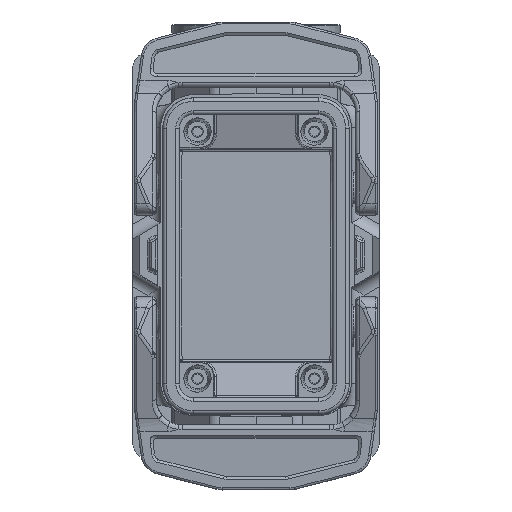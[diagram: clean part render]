
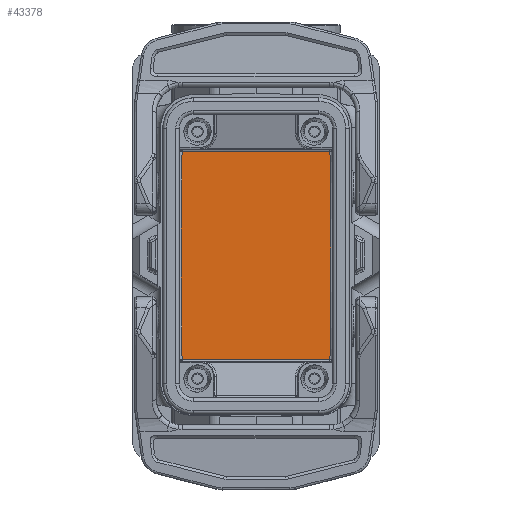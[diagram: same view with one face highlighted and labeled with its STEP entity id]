
A CAD part, top view. The second image highlights one B-rep face of the part: STEP entity #43378.
In plain terms, the highlighted planar face has unit normal (0, 0, 1).
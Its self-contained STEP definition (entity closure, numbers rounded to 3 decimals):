
#6501=AXIS2_PLACEMENT_3D('Plane Axis2P3D',#6498,#6499,#6500) ;
#32365=AXIS2_PLACEMENT_3D('Circle Axis2P3D',#32363,#32364,$) ;
#32939=AXIS2_PLACEMENT_3D('Circle Axis2P3D',#32937,#32938,$) ;
#32946=AXIS2_PLACEMENT_3D('Circle Axis2P3D',#32944,#32945,$) ;
#6498=CARTESIAN_POINT('Axis2P3D Location',(51.287,151.45,5.)) ;
#32353=CARTESIAN_POINT('Vertex',(45.57,30.219,5.)) ;
#32360=CARTESIAN_POINT('Vertex',(45.57,78.281,5.)) ;
#32363=CARTESIAN_POINT('Axis2P3D Location',(-1314.548,54.25,5.)) ;
#32927=CARTESIAN_POINT('Vertex',(11.434,78.281,5.)) ;
#32934=CARTESIAN_POINT('Vertex',(11.434,30.219,5.)) ;
#32937=CARTESIAN_POINT('Axis2P3D Location',(1371.552,54.25,5.)) ;
#32941=CARTESIAN_POINT('Vertex',(11.222,54.25,5.)) ;
#32944=CARTESIAN_POINT('Axis2P3D Location',(1371.552,54.25,5.)) ;
#43361=CARTESIAN_POINT('Line Origine',(28.502,78.281,5.)) ;
#43366=CARTESIAN_POINT('Line Origine',(28.502,30.219,5.)) ;
#6499=DIRECTION('Axis2P3D Direction',(0.,-0.,1.)) ;
#6500=DIRECTION('Axis2P3D XDirection',(0.,1.,0.)) ;
#32364=DIRECTION('Axis2P3D Direction',(0.,0.,-1.)) ;
#32938=DIRECTION('Axis2P3D Direction',(0.,0.,-1.)) ;
#32945=DIRECTION('Axis2P3D Direction',(0.,0.,-1.)) ;
#43362=DIRECTION('Vector Direction',(1.,0.,0.)) ;
#43367=DIRECTION('Vector Direction',(-1.,0.,0.)) ;
#43363=VECTOR('Line Direction',#43362,1.) ;
#43368=VECTOR('Line Direction',#43367,1.) ;
#43372=ORIENTED_EDGE('',*,*,#43365,.F.) ;
#43373=ORIENTED_EDGE('',*,*,#32948,.T.) ;
#43374=ORIENTED_EDGE('',*,*,#32943,.T.) ;
#43375=ORIENTED_EDGE('',*,*,#43370,.F.) ;
#43376=ORIENTED_EDGE('',*,*,#32367,.T.) ;
#43378=ADVANCED_FACE('MANIFOLD_SOLID_BREP #40',(#43377),#6502,.T.) ;
#32366=CIRCLE('generated circle',#32365,1360.33) ;
#32940=CIRCLE('generated circle',#32939,1360.33) ;
#32947=CIRCLE('generated circle',#32946,1360.33) ;
#32367=EDGE_CURVE('',#32354,#32361,#32366,.F.) ;
#32943=EDGE_CURVE('',#32942,#32935,#32940,.F.) ;
#32948=EDGE_CURVE('',#32928,#32942,#32947,.F.) ;
#43365=EDGE_CURVE('',#32928,#32361,#43364,.T.) ;
#43370=EDGE_CURVE('',#32354,#32935,#43369,.T.) ;
#43371=EDGE_LOOP('',(#43372,#43373,#43374,#43375,#43376)) ;
#43377=FACE_OUTER_BOUND('',#43371,.T.) ;
#43364=LINE('Line',#43361,#43363) ;
#43369=LINE('Line',#43366,#43368) ;
#6502=PLANE('',#6501) ;
#32354=VERTEX_POINT('',#32353) ;
#32361=VERTEX_POINT('',#32360) ;
#32928=VERTEX_POINT('',#32927) ;
#32935=VERTEX_POINT('',#32934) ;
#32942=VERTEX_POINT('',#32941) ;
